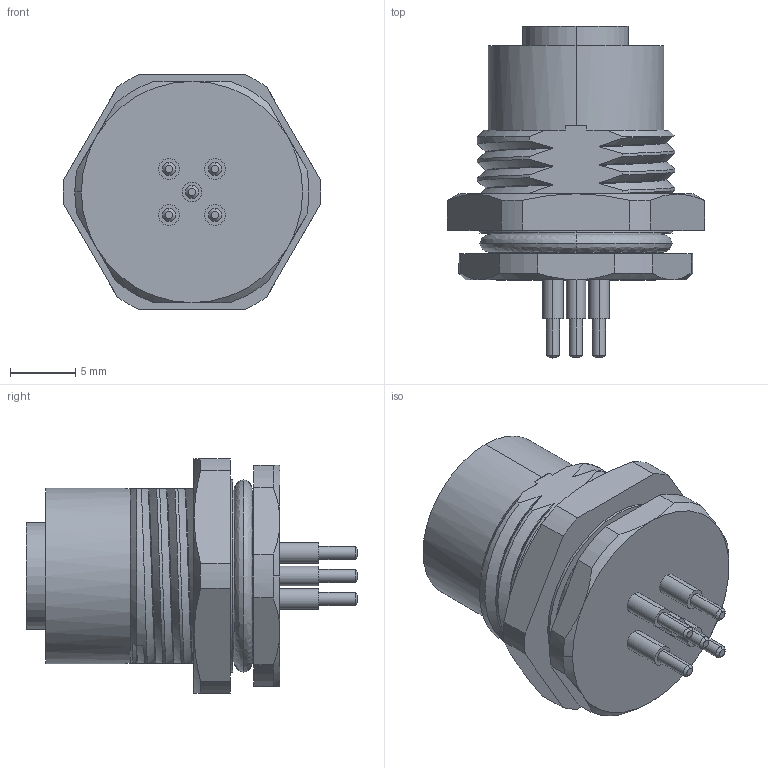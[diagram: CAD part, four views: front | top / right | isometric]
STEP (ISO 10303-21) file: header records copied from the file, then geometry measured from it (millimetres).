
FILE_DESCRIPTION (( 'STEP AP203' ), '1' );
FILE_NAME ('P201.STEP', '2020-03-31T06:02:19', ( 'edpusr' ), ( 'Microsoft' ), 'SwSTEP 2.0', 'SolidWorks 2015', '' );
FILE_SCHEMA (( 'CONFIG_CONTROL_DESIGN' ));
Length unit declared in the file: millimetre
Products named in the file (1): P201
Bounding box: 19.79 x 25.5 x 18 mm (x, y, z)
Volume: 2839.6 mm3; surface area: 2670.6 mm2
Topology: 1 solids, 1 shells, 218 faces, 541 edges, 348 vertices
Faces by surface type: cylinder 74, plane 72, bspline 36, cone 36
Entity records: 10450 total; most frequent: CARTESIAN_POINT 5408, ORIENTED_EDGE 1082, DIRECTION 979, EDGE_CURVE 541, AXIS2_PLACEMENT_3D 367, VERTEX_POINT 348, VECTOR 245, LINE 245
